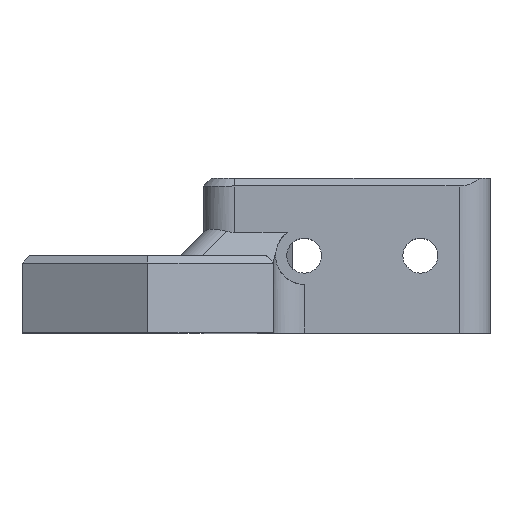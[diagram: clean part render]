
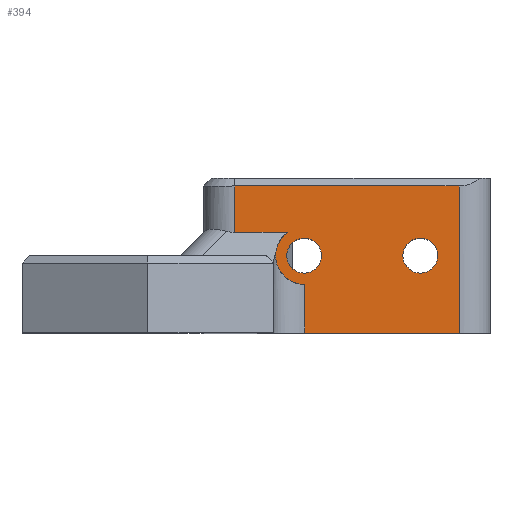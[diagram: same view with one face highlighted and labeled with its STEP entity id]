
A CAD part, top view. The second image highlights one B-rep face of the part: STEP entity #394.
In plain terms, the highlighted planar face has unit normal (0, 0, 1).
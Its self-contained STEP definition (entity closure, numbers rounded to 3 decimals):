
#42 = CARTESIAN_POINT ( 'NONE',  ( 3.75, 10., 7. ) ) ;
#73 = CARTESIAN_POINT ( 'NONE',  ( 6., 10., 7. ) ) ;
#90 = CARTESIAN_POINT ( 'NONE',  ( 6.05, 0., 7. ) ) ;
#131 = CARTESIAN_POINT ( 'NONE',  ( 2.05, 19., 7. ) ) ;
#137 = AXIS2_PLACEMENT_3D ( 'NONE', #2725, #3468, #2451 ) ;
#167 = DIRECTION ( 'NONE',  ( 0., 1., 0. ) ) ;
#247 = ORIENTED_EDGE ( 'NONE', *, *, #1418, .F. ) ;
#274 = DIRECTION ( 'NONE',  ( 0., 0., 1. ) ) ;
#380 = CIRCLE ( 'NONE', #1391, 2.25 ) ;
#383 = CIRCLE ( 'NONE', #600, 2.25 ) ;
#387 = CARTESIAN_POINT ( 'NONE',  ( 23.25, 10., 7. ) ) ;
#388 = DIRECTION ( 'NONE',  ( 0., 0., 1. ) ) ;
#394 = ADVANCED_FACE ( 'NONE', ( #3316, #2973, #2682 ), #1970, .F. ) ;
#412 = DIRECTION ( 'NONE',  ( 1., 0., 0. ) ) ;
#461 = ORIENTED_EDGE ( 'NONE', *, *, #3909, .F. ) ;
#522 = CARTESIAN_POINT ( 'NONE',  ( 2.05, 10., 7. ) ) ;
#549 = VERTEX_POINT ( 'NONE', #3821 ) ;
#571 = VERTEX_POINT ( 'NONE', #4435 ) ;
#585 = EDGE_CURVE ( 'NONE', #549, #3278, #916, .T. ) ;
#600 = AXIS2_PLACEMENT_3D ( 'NONE', #73, #1410, #1908 ) ;
#634 = EDGE_CURVE ( 'NONE', #3278, #649, #3540, .T. ) ;
#636 = CARTESIAN_POINT ( 'NONE',  ( 8.25, 10., 7. ) ) ;
#649 = VERTEX_POINT ( 'NONE', #2860 ) ;
#718 = VERTEX_POINT ( 'NONE', #2544 ) ;
#743 = DIRECTION ( 'NONE',  ( 0., -1., 0. ) ) ;
#745 = DIRECTION ( 'NONE',  ( 0., 0., 1. ) ) ;
#765 = DIRECTION ( 'NONE',  ( 1., 0., 0. ) ) ;
#836 = EDGE_LOOP ( 'NONE', ( #2746, #247 ) ) ;
#852 = DIRECTION ( 'NONE',  ( 0., 0., -1. ) ) ;
#914 = EDGE_CURVE ( 'NONE', #718, #1909, #1164, .T. ) ;
#916 = CIRCLE ( 'NONE', #137, 3.7 ) ;
#988 = ORIENTED_EDGE ( 'NONE', *, *, #914, .T. ) ;
#997 = CARTESIAN_POINT ( 'NONE',  ( 6., 10., 7. ) ) ;
#1042 = CARTESIAN_POINT ( 'NONE',  ( -3., 19., 7. ) ) ;
#1099 = VERTEX_POINT ( 'NONE', #42 ) ;
#1106 = AXIS2_PLACEMENT_3D ( 'NONE', #4162, #388, #412 ) ;
#1118 = LINE ( 'NONE', #1846, #3847 ) ;
#1144 = VECTOR ( 'NONE', #743, 1000. ) ;
#1149 = CIRCLE ( 'NONE', #1728, 2.25 ) ;
#1164 = LINE ( 'NONE', #3318, #2674 ) ;
#1217 = ORIENTED_EDGE ( 'NONE', *, *, #4040, .T. ) ;
#1224 = DIRECTION ( 'NONE',  ( 1., 0., 0. ) ) ;
#1251 = VECTOR ( 'NONE', #167, 1000. ) ;
#1367 = ORIENTED_EDGE ( 'NONE', *, *, #3000, .T. ) ;
#1391 = AXIS2_PLACEMENT_3D ( 'NONE', #1432, #745, #765 ) ;
#1401 = ORIENTED_EDGE ( 'NONE', *, *, #634, .T. ) ;
#1410 = DIRECTION ( 'NONE',  ( 0., 0., 1. ) ) ;
#1418 = EDGE_CURVE ( 'NONE', #1099, #1540, #1149, .T. ) ;
#1432 = CARTESIAN_POINT ( 'NONE',  ( 21., 10., 7. ) ) ;
#1482 = CARTESIAN_POINT ( 'NONE',  ( 6.05, 6.3, 7. ) ) ;
#1540 = VERTEX_POINT ( 'NONE', #636 ) ;
#1585 = EDGE_CURVE ( 'NONE', #3934, #571, #1616, .T. ) ;
#1616 = CIRCLE ( 'NONE', #1106, 2.25 ) ;
#1728 = AXIS2_PLACEMENT_3D ( 'NONE', #997, #274, #4052 ) ;
#1846 = CARTESIAN_POINT ( 'NONE',  ( 2.05, 0., 7. ) ) ;
#1859 = EDGE_CURVE ( 'NONE', #1540, #1099, #383, .T. ) ;
#1908 = DIRECTION ( 'NONE',  ( 1., 0., 0. ) ) ;
#1909 = VERTEX_POINT ( 'NONE', #4302 ) ;
#1939 = DIRECTION ( 'NONE',  ( 1., 0., 0. ) ) ;
#1970 = PLANE ( 'NONE',  #4248 ) ;
#2187 = DIRECTION ( 'NONE',  ( 1., 0., 0. ) ) ;
#2188 = EDGE_LOOP ( 'NONE', ( #1217, #4283, #1367, #2289, #988, #2631, #2211, #1401 ) ) ;
#2211 = ORIENTED_EDGE ( 'NONE', *, *, #585, .T. ) ;
#2252 = LINE ( 'NONE', #3275, #1251 ) ;
#2289 = ORIENTED_EDGE ( 'NONE', *, *, #3715, .T. ) ;
#2306 = AXIS2_PLACEMENT_3D ( 'NONE', #3309, #3681, #1939 ) ;
#2451 = DIRECTION ( 'NONE',  ( 1., 0., 0. ) ) ;
#2544 = CARTESIAN_POINT ( 'NONE',  ( -3., 13., 7. ) ) ;
#2582 = EDGE_CURVE ( 'NONE', #1909, #549, #4464, .T. ) ;
#2631 = ORIENTED_EDGE ( 'NONE', *, *, #2582, .T. ) ;
#2674 = VECTOR ( 'NONE', #1224, 1000. ) ;
#2682 = FACE_BOUND ( 'NONE', #836, .T. ) ;
#2687 = CARTESIAN_POINT ( 'NONE',  ( -3., 10., 7. ) ) ;
#2703 = EDGE_LOOP ( 'NONE', ( #4352, #461 ) ) ;
#2725 = CARTESIAN_POINT ( 'NONE',  ( 6., 10., 7. ) ) ;
#2746 = ORIENTED_EDGE ( 'NONE', *, *, #1859, .F. ) ;
#2860 = CARTESIAN_POINT ( 'NONE',  ( 6.05, 0., 7. ) ) ;
#2897 = DIRECTION ( 'NONE',  ( -1., 0., 0. ) ) ;
#2919 = LINE ( 'NONE', #131, #3887 ) ;
#2973 = FACE_BOUND ( 'NONE', #2703, .T. ) ;
#2977 = CARTESIAN_POINT ( 'NONE',  ( 26., 0., 7. ) ) ;
#3000 = EDGE_CURVE ( 'NONE', #4133, #4343, #2919, .T. ) ;
#3275 = CARTESIAN_POINT ( 'NONE',  ( 26., 10., 7. ) ) ;
#3278 = VERTEX_POINT ( 'NONE', #1482 ) ;
#3301 = CARTESIAN_POINT ( 'NONE',  ( 26., 19., 7. ) ) ;
#3309 = CARTESIAN_POINT ( 'NONE',  ( 6., 10., 7. ) ) ;
#3316 = FACE_OUTER_BOUND ( 'NONE', #2188, .T. ) ;
#3318 = CARTESIAN_POINT ( 'NONE',  ( 2.05, 13., 7. ) ) ;
#3406 = DIRECTION ( 'NONE',  ( 0., -1., 0. ) ) ;
#3468 = DIRECTION ( 'NONE',  ( 0., 0., 1. ) ) ;
#3540 = LINE ( 'NONE', #90, #1144 ) ;
#3600 = EDGE_CURVE ( 'NONE', #3622, #4133, #2252, .T. ) ;
#3622 = VERTEX_POINT ( 'NONE', #2977 ) ;
#3668 = LINE ( 'NONE', #2687, #3919 ) ;
#3681 = DIRECTION ( 'NONE',  ( 0., 0., 1. ) ) ;
#3715 = EDGE_CURVE ( 'NONE', #4343, #718, #3668, .T. ) ;
#3821 = CARTESIAN_POINT ( 'NONE',  ( 2.3, 10., 7. ) ) ;
#3847 = VECTOR ( 'NONE', #2187, 1000. ) ;
#3887 = VECTOR ( 'NONE', #2897, 1000. ) ;
#3909 = EDGE_CURVE ( 'NONE', #571, #3934, #380, .T. ) ;
#3919 = VECTOR ( 'NONE', #3406, 1000. ) ;
#3934 = VERTEX_POINT ( 'NONE', #387 ) ;
#4040 = EDGE_CURVE ( 'NONE', #649, #3622, #1118, .T. ) ;
#4052 = DIRECTION ( 'NONE',  ( 1., 0., 0. ) ) ;
#4133 = VERTEX_POINT ( 'NONE', #3301 ) ;
#4162 = CARTESIAN_POINT ( 'NONE',  ( 21., 10., 7. ) ) ;
#4248 = AXIS2_PLACEMENT_3D ( 'NONE', #522, #852, #4348 ) ;
#4283 = ORIENTED_EDGE ( 'NONE', *, *, #3600, .T. ) ;
#4302 = CARTESIAN_POINT ( 'NONE',  ( 3.834, 13., 7. ) ) ;
#4343 = VERTEX_POINT ( 'NONE', #1042 ) ;
#4348 = DIRECTION ( 'NONE',  ( -1., 0., 0. ) ) ;
#4352 = ORIENTED_EDGE ( 'NONE', *, *, #1585, .F. ) ;
#4435 = CARTESIAN_POINT ( 'NONE',  ( 18.75, 10., 7. ) ) ;
#4464 = CIRCLE ( 'NONE', #2306, 3.7 ) ;
